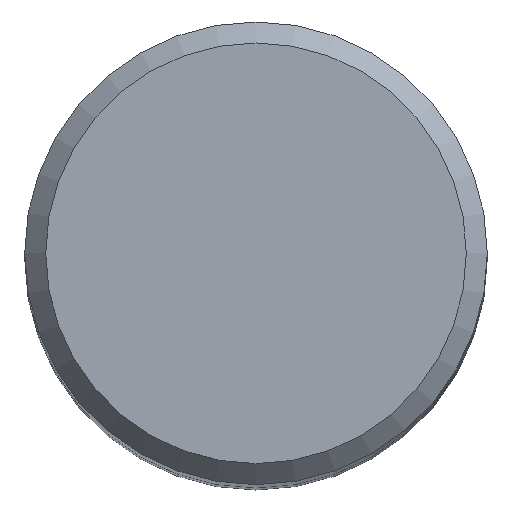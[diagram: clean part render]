
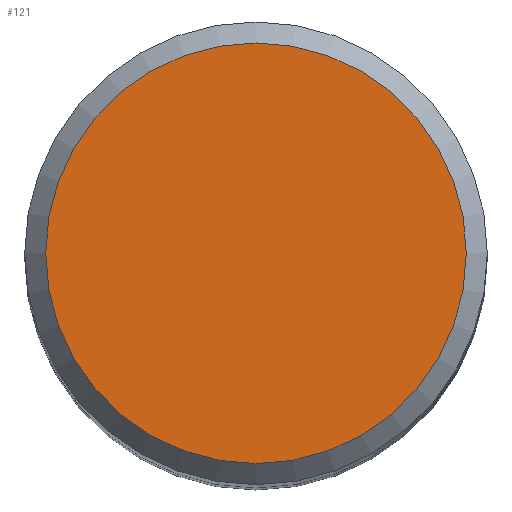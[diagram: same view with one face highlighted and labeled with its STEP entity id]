
A CAD part, top view. The second image highlights one B-rep face of the part: STEP entity #121.
In plain terms, the highlighted planar face has unit normal (0, 0, 1).
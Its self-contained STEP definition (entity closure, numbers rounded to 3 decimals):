
#10 = AXIS2_PLACEMENT_3D ( 'NONE', #103, #75, #135 ) ;
#47 = PLANE ( 'NONE',  #10 ) ;
#65 = CARTESIAN_POINT ( 'NONE',  ( 0., 5., 73. ) ) ;
#72 = ORIENTED_EDGE ( 'NONE', *, *, #149, .F. ) ;
#75 = DIRECTION ( 'NONE',  ( 0., 0., -1. ) ) ;
#92 = CIRCLE ( 'NONE', #136, 5. ) ;
#100 = DIRECTION ( 'NONE',  ( 0., 0., -1. ) ) ;
#103 = CARTESIAN_POINT ( 'NONE',  ( 0., 0., 73. ) ) ;
#117 = FACE_OUTER_BOUND ( 'NONE', #147, .T. ) ;
#118 = DIRECTION ( 'NONE',  ( 0., 1., 0. ) ) ;
#121 = ADVANCED_FACE ( 'NONE', ( #117 ), #47, .F. ) ;
#135 = DIRECTION ( 'NONE',  ( 0., 1., 0. ) ) ;
#136 = AXIS2_PLACEMENT_3D ( 'NONE', #194, #100, #118 ) ;
#147 = EDGE_LOOP ( 'NONE', ( #72 ) ) ;
#149 = EDGE_CURVE ( 'NONE', #196, #196, #92, .T. ) ;
#194 = CARTESIAN_POINT ( 'NONE',  ( 0., 0., 73. ) ) ;
#196 = VERTEX_POINT ( 'NONE', #65 ) ;
